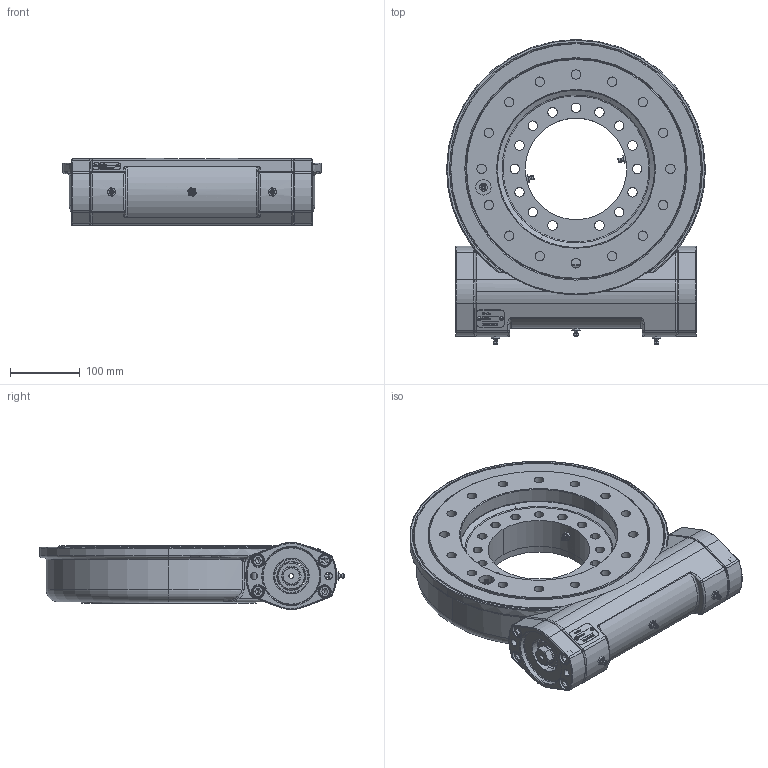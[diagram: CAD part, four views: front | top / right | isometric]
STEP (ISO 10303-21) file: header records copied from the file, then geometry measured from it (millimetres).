
FILE_DESCRIPTION (( 'STEP AP214' ), '1' );
FILE_NAME ('RKE314-X04-RI.STEP', '2022-02-14T10:37:15', ( '' ), ( '' ), 'SwSTEP 2.0', 'SolidWorks 2018', '' );
FILE_SCHEMA (( 'AUTOMOTIVE_DESIGN' ));
Length unit declared in the file: millimetre
Products named in the file (1): RKE314-X04-RI
Bounding box: 370 x 436 x 96 mm (x, y, z)
Surface area: 573866.5 mm2 (no closed solid volume)
Topology: 0 solids, 42 shells, 718 faces, 2345 edges, 1620 vertices
Faces by surface type: cylinder 257, plane 202, torus 119, cone 116, bspline 20, sphere 4
Entity records: 37628 total; most frequent: CARTESIAN_POINT 9412, DIRECTION 4328, ORIENTED_EDGE 3781, EDGE_CURVE 2326, AXIS2_PLACEMENT_3D 1679, VERTEX_POINT 1620, CIRCLE 980, LINE 970
